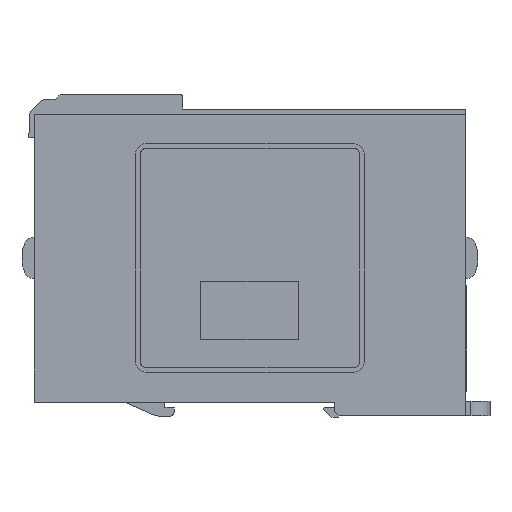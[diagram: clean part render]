
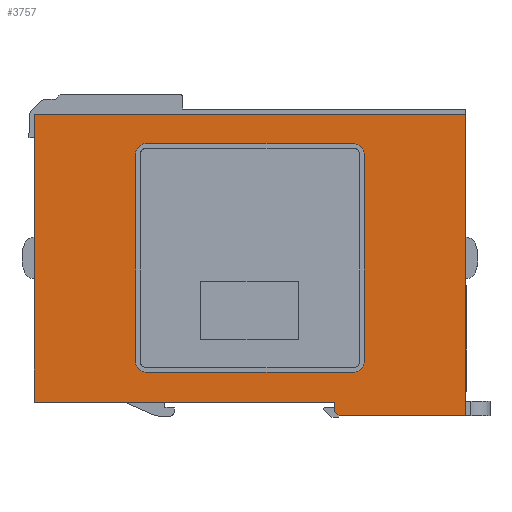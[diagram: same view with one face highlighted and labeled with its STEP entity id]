
A CAD part, left-side view. The second image highlights one B-rep face of the part: STEP entity #3757.
In plain terms, the highlighted planar face has unit normal (-1, 0, 0).
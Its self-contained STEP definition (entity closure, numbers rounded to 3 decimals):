
#189 = LINE ( 'NONE', #12616, #209 ) ;
#209 = VECTOR ( 'NONE', #12635, 1000. ) ;
#367 = LINE ( 'NONE', #3959, #11838 ) ;
#496 = ORIENTED_EDGE ( 'NONE', *, *, #10340, .F. ) ;
#502 = DIRECTION ( 'NONE',  ( 0., 0., -1. ) ) ;
#533 = CARTESIAN_POINT ( 'NONE',  ( -25.9, 23.75, 0. ) ) ;
#565 = VERTEX_POINT ( 'NONE', #11931 ) ;
#1352 = CARTESIAN_POINT ( 'NONE',  ( -25.9, 21.75, -23.75 ) ) ;
#1571 = LINE ( 'NONE', #3362, #13470 ) ;
#1736 = EDGE_CURVE ( 'NONE', #7357, #7666, #9007, .T. ) ;
#1749 = EDGE_CURVE ( 'NONE', #8740, #9777, #8728, .T. ) ;
#1927 = VECTOR ( 'NONE', #4443, 1000. ) ;
#2028 = DIRECTION ( 'NONE',  ( 0., 1., 0. ) ) ;
#2135 = LINE ( 'NONE', #533, #5199 ) ;
#2823 = ORIENTED_EDGE ( 'NONE', *, *, #5785, .F. ) ;
#3027 = DIRECTION ( 'NONE',  ( 0., -1., 0. ) ) ;
#3112 = ORIENTED_EDGE ( 'NONE', *, *, #4989, .F. ) ;
#3186 = VECTOR ( 'NONE', #9701, 1000. ) ;
#3362 = CARTESIAN_POINT ( 'NONE',  ( -25.9, 0., 29.874 ) ) ;
#3432 = VERTEX_POINT ( 'NONE', #7626 ) ;
#3553 = EDGE_CURVE ( 'NONE', #12969, #13124, #12239, .T. ) ;
#3621 = DIRECTION ( 'NONE',  ( 0., 0., -1. ) ) ;
#3754 = DIRECTION ( 'NONE',  ( -1., 0., 0. ) ) ;
#3757 = ADVANCED_FACE ( 'NONE', ( #10897, #10909 ), #5912, .F. ) ;
#3808 = EDGE_CURVE ( 'NONE', #7641, #8740, #9870, .T. ) ;
#3903 = CARTESIAN_POINT ( 'NONE',  ( -25.9, 21.75, 21.75 ) ) ;
#3959 = CARTESIAN_POINT ( 'NONE',  ( -25.9, -45.887, -32.874 ) ) ;
#3997 = DIRECTION ( 'NONE',  ( 0., 1., 0. ) ) ;
#4011 = DIRECTION ( 'NONE',  ( 0., 0., -1. ) ) ;
#4062 = DIRECTION ( 'NONE',  ( -1., 0., 0. ) ) ;
#4096 = CARTESIAN_POINT ( 'NONE',  ( -25.9, -21.612, 21.612 ) ) ;
#4125 = VECTOR ( 'NONE', #8888, 1000. ) ;
#4226 = CARTESIAN_POINT ( 'NONE',  ( -25.9, 21.75, -21.75 ) ) ;
#4321 = CIRCLE ( 'NONE', #6966, 2. ) ;
#4443 = DIRECTION ( 'NONE',  ( 0., 1., 0. ) ) ;
#4468 = EDGE_CURVE ( 'NONE', #5156, #5750, #189, .T. ) ;
#4771 = EDGE_CURVE ( 'NONE', #565, #8496, #11125, .T. ) ;
#4902 = CARTESIAN_POINT ( 'NONE',  ( -25.9, 44.874, -30. ) ) ;
#4989 = EDGE_CURVE ( 'NONE', #7666, #11492, #12563, .T. ) ;
#5000 = EDGE_CURVE ( 'NONE', #5750, #7641, #367, .T. ) ;
#5064 = DIRECTION ( 'NONE',  ( 0., 0.707, 0.707 ) ) ;
#5083 = CARTESIAN_POINT ( 'NONE',  ( -25.9, -18.552, -32.874 ) ) ;
#5111 = EDGE_CURVE ( 'NONE', #11492, #6062, #2135, .T. ) ;
#5156 = VERTEX_POINT ( 'NONE', #14626 ) ;
#5198 = ORIENTED_EDGE ( 'NONE', *, *, #12584, .F. ) ;
#5199 = VECTOR ( 'NONE', #502, 1000. ) ;
#5232 = ORIENTED_EDGE ( 'NONE', *, *, #4771, .F. ) ;
#5233 = EDGE_CURVE ( 'NONE', #3432, #565, #4321, .T. ) ;
#5482 = DIRECTION ( 'NONE',  ( 0., 0., -1. ) ) ;
#5484 = DIRECTION ( 'NONE',  ( 1., 0., 0. ) ) ;
#5495 = CARTESIAN_POINT ( 'NONE',  ( -25.9, 0., 0. ) ) ;
#5750 = VERTEX_POINT ( 'NONE', #9922 ) ;
#5785 = EDGE_CURVE ( 'NONE', #10960, #3432, #11074, .T. ) ;
#5912 = PLANE ( 'NONE',  #8302 ) ;
#6062 = VERTEX_POINT ( 'NONE', #8474 ) ;
#6556 = AXIS2_PLACEMENT_3D ( 'NONE', #4226, #13970, #10128 ) ;
#6636 = EDGE_CURVE ( 'NONE', #13124, #5156, #1571, .T. ) ;
#6689 = CARTESIAN_POINT ( 'NONE',  ( -25.9, 23.75, 21.75 ) ) ;
#6858 = DIRECTION ( 'NONE',  ( 0., 0., 1. ) ) ;
#6922 = CARTESIAN_POINT ( 'NONE',  ( -25.9, 44.874, 29.874 ) ) ;
#6966 = AXIS2_PLACEMENT_3D ( 'NONE', #13800, #13781, #13767 ) ;
#7044 = DIRECTION ( 'NONE',  ( 0., 0., 1. ) ) ;
#7357 = VERTEX_POINT ( 'NONE', #8142 ) ;
#7513 = ORIENTED_EDGE ( 'NONE', *, *, #13404, .F. ) ;
#7626 = CARTESIAN_POINT ( 'NONE',  ( -25.9, -21.75, -23.75 ) ) ;
#7641 = VERTEX_POINT ( 'NONE', #10689 ) ;
#7666 = VERTEX_POINT ( 'NONE', #10228 ) ;
#7686 = ORIENTED_EDGE ( 'NONE', *, *, #5000, .F. ) ;
#8135 = CIRCLE ( 'NONE', #11001, 2.143 ) ;
#8142 = CARTESIAN_POINT ( 'NONE',  ( -25.9, -21.75, 23.75 ) ) ;
#8208 = CARTESIAN_POINT ( 'NONE',  ( -25.9, 0., 23.75 ) ) ;
#8302 = AXIS2_PLACEMENT_3D ( 'NONE', #5495, #5484, #5482 ) ;
#8474 = CARTESIAN_POINT ( 'NONE',  ( -25.9, 23.75, -21.75 ) ) ;
#8496 = VERTEX_POINT ( 'NONE', #14252 ) ;
#8644 = ORIENTED_EDGE ( 'NONE', *, *, #6636, .F. ) ;
#8728 = LINE ( 'NONE', #12622, #8756 ) ;
#8740 = VERTEX_POINT ( 'NONE', #14353 ) ;
#8756 = VECTOR ( 'NONE', #7044, 1000. ) ;
#8888 = DIRECTION ( 'NONE',  ( 0., 0., 1. ) ) ;
#8922 = CARTESIAN_POINT ( 'NONE',  ( -25.9, -23.75, 0. ) ) ;
#8935 = VECTOR ( 'NONE', #2028, 1000. ) ;
#9007 = LINE ( 'NONE', #8208, #8935 ) ;
#9701 = DIRECTION ( 'NONE',  ( 0., -1., 0. ) ) ;
#9763 = CARTESIAN_POINT ( 'NONE',  ( -25.9, 0., -23.75 ) ) ;
#9777 = VERTEX_POINT ( 'NONE', #12935 ) ;
#9854 = VECTOR ( 'NONE', #5064, 1000. ) ;
#9870 = LINE ( 'NONE', #5083, #9854 ) ;
#9922 = CARTESIAN_POINT ( 'NONE',  ( -25.9, -44.874, -32.874 ) ) ;
#9951 = ORIENTED_EDGE ( 'NONE', *, *, #1749, .F. ) ;
#10100 = AXIS2_PLACEMENT_3D ( 'NONE', #3903, #3754, #3621 ) ;
#10128 = DIRECTION ( 'NONE',  ( 0., 0., -1. ) ) ;
#10228 = CARTESIAN_POINT ( 'NONE',  ( -25.9, 21.75, 23.75 ) ) ;
#10294 = ORIENTED_EDGE ( 'NONE', *, *, #3808, .F. ) ;
#10340 = EDGE_CURVE ( 'NONE', #8496, #7357, #8135, .T. ) ;
#10608 = ORIENTED_EDGE ( 'NONE', *, *, #1736, .F. ) ;
#10637 = ORIENTED_EDGE ( 'NONE', *, *, #3553, .F. ) ;
#10689 = CARTESIAN_POINT ( 'NONE',  ( -25.9, -18.552, -32.874 ) ) ;
#10839 = EDGE_LOOP ( 'NONE', ( #10637, #5198, #9951, #10294, #7686, #12651, #8644 ) ) ;
#10897 = FACE_BOUND ( 'NONE', #11000, .T. ) ;
#10909 = FACE_OUTER_BOUND ( 'NONE', #10839, .T. ) ;
#10960 = VERTEX_POINT ( 'NONE', #1352 ) ;
#11000 = EDGE_LOOP ( 'NONE', ( #12876, #3112, #10608, #496, #5232, #13658, #2823, #7513 ) ) ;
#11001 = AXIS2_PLACEMENT_3D ( 'NONE', #4096, #4062, #4011 ) ;
#11074 = LINE ( 'NONE', #9763, #3186 ) ;
#11125 = LINE ( 'NONE', #8922, #4125 ) ;
#11492 = VERTEX_POINT ( 'NONE', #6689 ) ;
#11838 = VECTOR ( 'NONE', #3997, 1000. ) ;
#11931 = CARTESIAN_POINT ( 'NONE',  ( -25.9, -23.75, -21.75 ) ) ;
#12193 = VECTOR ( 'NONE', #6858, 1000. ) ;
#12239 = LINE ( 'NONE', #6922, #12193 ) ;
#12432 = CARTESIAN_POINT ( 'NONE',  ( -25.9, 44.874, 29.874 ) ) ;
#12563 = CIRCLE ( 'NONE', #10100, 2. ) ;
#12584 = EDGE_CURVE ( 'NONE', #9777, #12969, #14189, .T. ) ;
#12616 = CARTESIAN_POINT ( 'NONE',  ( -25.9, -44.874, -30. ) ) ;
#12622 = CARTESIAN_POINT ( 'NONE',  ( -25.9, -17.626, -31.948 ) ) ;
#12635 = DIRECTION ( 'NONE',  ( 0., 0., -1. ) ) ;
#12651 = ORIENTED_EDGE ( 'NONE', *, *, #4468, .F. ) ;
#12876 = ORIENTED_EDGE ( 'NONE', *, *, #5111, .F. ) ;
#12935 = CARTESIAN_POINT ( 'NONE',  ( -25.9, -17.626, -30. ) ) ;
#12969 = VERTEX_POINT ( 'NONE', #14005 ) ;
#13124 = VERTEX_POINT ( 'NONE', #12432 ) ;
#13273 = CIRCLE ( 'NONE', #6556, 2. ) ;
#13404 = EDGE_CURVE ( 'NONE', #6062, #10960, #13273, .T. ) ;
#13470 = VECTOR ( 'NONE', #3027, 1000. ) ;
#13658 = ORIENTED_EDGE ( 'NONE', *, *, #5233, .F. ) ;
#13767 = DIRECTION ( 'NONE',  ( 0., 0., -1. ) ) ;
#13781 = DIRECTION ( 'NONE',  ( -1., 0., 0. ) ) ;
#13800 = CARTESIAN_POINT ( 'NONE',  ( -25.9, -21.75, -21.75 ) ) ;
#13970 = DIRECTION ( 'NONE',  ( -1., 0., 0. ) ) ;
#14005 = CARTESIAN_POINT ( 'NONE',  ( -25.9, 44.874, -30. ) ) ;
#14189 = LINE ( 'NONE', #4902, #1927 ) ;
#14252 = CARTESIAN_POINT ( 'NONE',  ( -25.9, -23.75, 21.75 ) ) ;
#14353 = CARTESIAN_POINT ( 'NONE',  ( -25.9, -17.626, -31.948 ) ) ;
#14626 = CARTESIAN_POINT ( 'NONE',  ( -25.9, -44.874, 29.874 ) ) ;
